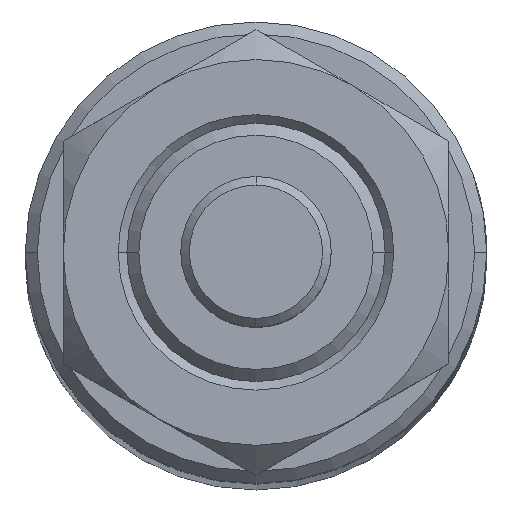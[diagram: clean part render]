
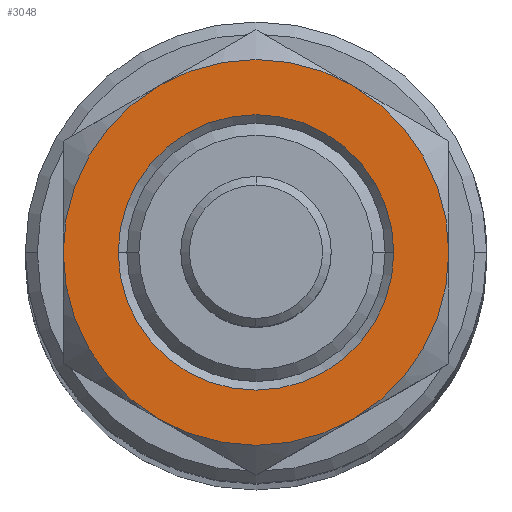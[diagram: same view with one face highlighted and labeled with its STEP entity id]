
A CAD part, top view. The second image highlights one B-rep face of the part: STEP entity #3048.
In plain terms, the highlighted planar face has unit normal (0, 0, 1).
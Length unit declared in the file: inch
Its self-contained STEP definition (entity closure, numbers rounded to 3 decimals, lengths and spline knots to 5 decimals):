
#34 = CARTESIAN_POINT ( 'NONE',  ( 0.4, 0., 0.21 ) ) ;
#40 = DIRECTION ( 'NONE',  ( -1., 0., 0. ) ) ;
#45 = DIRECTION ( 'NONE',  ( -1., 0., 0. ) ) ;
#98 = DIRECTION ( 'NONE',  ( 0., 0., 1. ) ) ;
#100 = CARTESIAN_POINT ( 'NONE',  ( 0.56, 0., 0.21 ) ) ;
#146 = CIRCLE ( 'NONE', #2219, 0.56 ) ;
#152 = DIRECTION ( 'NONE',  ( 0., 0., -1. ) ) ;
#153 = DIRECTION ( 'NONE',  ( 0., 0., -1. ) ) ;
#273 = EDGE_CURVE ( 'NONE', #962, #1619, #3029, .T. ) ;
#315 = AXIS2_PLACEMENT_3D ( 'NONE', #2503, #2767, #1282 ) ;
#356 = AXIS2_PLACEMENT_3D ( 'NONE', #3021, #1519, #45 ) ;
#425 = CARTESIAN_POINT ( 'NONE',  ( 0.28, 0.48497, 0.21 ) ) ;
#428 = VERTEX_POINT ( 'NONE', #100 ) ;
#429 = CARTESIAN_POINT ( 'NONE',  ( 0., 0., 0.21 ) ) ;
#438 = CARTESIAN_POINT ( 'NONE',  ( -0.4, 0., 0.21 ) ) ;
#457 = CARTESIAN_POINT ( 'NONE',  ( 0., 0., 0.21 ) ) ;
#460 = AXIS2_PLACEMENT_3D ( 'NONE', #1630, #153, #1872 ) ;
#525 = AXIS2_PLACEMENT_3D ( 'NONE', #457, #2183, #706 ) ;
#537 = ORIENTED_EDGE ( 'NONE', *, *, #2421, .T. ) ;
#545 = EDGE_CURVE ( 'NONE', #1930, #1439, #2471, .T. ) ;
#671 = DIRECTION ( 'NONE',  ( -1., 0., 0. ) ) ;
#706 = DIRECTION ( 'NONE',  ( -1., 0., 0. ) ) ;
#750 = AXIS2_PLACEMENT_3D ( 'NONE', #1629, #152, #1871 ) ;
#859 = CARTESIAN_POINT ( 'NONE',  ( 0.28, -0.48497, 0.21 ) ) ;
#888 = EDGE_CURVE ( 'NONE', #2429, #3195, #146, .T. ) ;
#962 = VERTEX_POINT ( 'NONE', #438 ) ;
#1026 = PLANE ( 'NONE',  #315 ) ;
#1089 = EDGE_LOOP ( 'NONE', ( #537, #1822 ) ) ;
#1186 = CIRCLE ( 'NONE', #1296, 0.56 ) ;
#1239 = ORIENTED_EDGE ( 'NONE', *, *, #545, .F. ) ;
#1272 = ORIENTED_EDGE ( 'NONE', *, *, #1636, .F. ) ;
#1281 = CARTESIAN_POINT ( 'NONE',  ( 0., 0., 0.21 ) ) ;
#1282 = DIRECTION ( 'NONE',  ( -1., 0., 0. ) ) ;
#1296 = AXIS2_PLACEMENT_3D ( 'NONE', #1567, #98, #1827 ) ;
#1439 = VERTEX_POINT ( 'NONE', #425 ) ;
#1459 = FACE_BOUND ( 'NONE', #1089, .T. ) ;
#1516 = DIRECTION ( 'NONE',  ( 0., 0., -1. ) ) ;
#1519 = DIRECTION ( 'NONE',  ( 0., 0., -1. ) ) ;
#1520 = DIRECTION ( 'NONE',  ( -1., 0., 0. ) ) ;
#1567 = CARTESIAN_POINT ( 'NONE',  ( 0., 0., 0.21 ) ) ;
#1619 = VERTEX_POINT ( 'NONE', #34 ) ;
#1629 = CARTESIAN_POINT ( 'NONE',  ( 0., 0., 0.21 ) ) ;
#1630 = CARTESIAN_POINT ( 'NONE',  ( 0., 0., 0.21 ) ) ;
#1636 = EDGE_CURVE ( 'NONE', #428, #2414, #3220, .T. ) ;
#1822 = ORIENTED_EDGE ( 'NONE', *, *, #273, .T. ) ;
#1827 = DIRECTION ( 'NONE',  ( 1., 0., 0. ) ) ;
#1858 = ORIENTED_EDGE ( 'NONE', *, *, #2270, .F. ) ;
#1871 = DIRECTION ( 'NONE',  ( -1., 0., 0. ) ) ;
#1872 = DIRECTION ( 'NONE',  ( -1., 0., 0. ) ) ;
#1921 = CIRCLE ( 'NONE', #750, 0.56 ) ;
#1930 = VERTEX_POINT ( 'NONE', #2443 ) ;
#2041 = AXIS2_PLACEMENT_3D ( 'NONE', #1281, #3024, #1520 ) ;
#2088 = EDGE_CURVE ( 'NONE', #3195, #1930, #1921, .T. ) ;
#2153 = DIRECTION ( 'NONE',  ( 0., 0., -1. ) ) ;
#2155 = CIRCLE ( 'NONE', #525, 0.56 ) ;
#2183 = DIRECTION ( 'NONE',  ( 0., 0., -1. ) ) ;
#2219 = AXIS2_PLACEMENT_3D ( 'NONE', #429, #2153, #671 ) ;
#2265 = FACE_OUTER_BOUND ( 'NONE', #3206, .T. ) ;
#2270 = EDGE_CURVE ( 'NONE', #2414, #2429, #2155, .T. ) ;
#2320 = ORIENTED_EDGE ( 'NONE', *, *, #888, .F. ) ;
#2414 = VERTEX_POINT ( 'NONE', #859 ) ;
#2421 = EDGE_CURVE ( 'NONE', #1619, #962, #3193, .T. ) ;
#2429 = VERTEX_POINT ( 'NONE', #2762 ) ;
#2443 = CARTESIAN_POINT ( 'NONE',  ( -0.28, 0.48497, 0.21 ) ) ;
#2471 = CIRCLE ( 'NONE', #460, 0.56 ) ;
#2503 = CARTESIAN_POINT ( 'NONE',  ( 0.56, 0.96995, 0.21 ) ) ;
#2532 = EDGE_CURVE ( 'NONE', #428, #1439, #1186, .T. ) ;
#2574 = CARTESIAN_POINT ( 'NONE',  ( -0.56, 0., 0.21 ) ) ;
#2682 = AXIS2_PLACEMENT_3D ( 'NONE', #3018, #1516, #40 ) ;
#2762 = CARTESIAN_POINT ( 'NONE',  ( -0.28, -0.48497, 0.21 ) ) ;
#2767 = DIRECTION ( 'NONE',  ( 0., 0., -1. ) ) ;
#2961 = ORIENTED_EDGE ( 'NONE', *, *, #2088, .F. ) ;
#3018 = CARTESIAN_POINT ( 'NONE',  ( 0., 0., 0.21 ) ) ;
#3021 = CARTESIAN_POINT ( 'NONE',  ( 0., 0., 0.21 ) ) ;
#3024 = DIRECTION ( 'NONE',  ( 0., 0., -1. ) ) ;
#3029 = CIRCLE ( 'NONE', #356, 0.4 ) ;
#3048 = ADVANCED_FACE ( 'NONE', ( #1459, #2265 ), #1026, .F. ) ;
#3193 = CIRCLE ( 'NONE', #2682, 0.4 ) ;
#3195 = VERTEX_POINT ( 'NONE', #2574 ) ;
#3206 = EDGE_LOOP ( 'NONE', ( #2961, #2320, #1858, #1272, #3230, #1239 ) ) ;
#3220 = CIRCLE ( 'NONE', #2041, 0.56 ) ;
#3230 = ORIENTED_EDGE ( 'NONE', *, *, #2532, .T. ) ;
